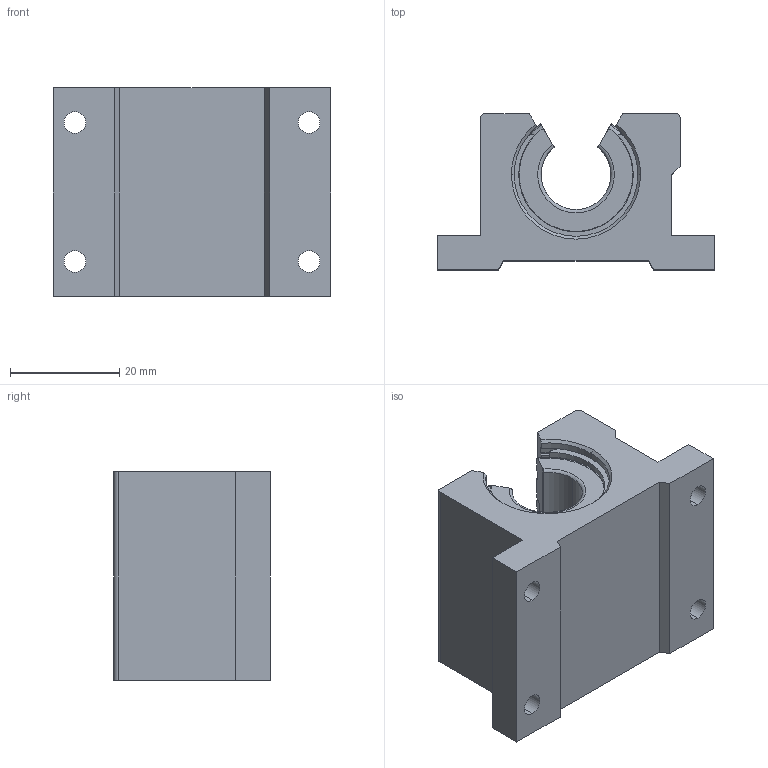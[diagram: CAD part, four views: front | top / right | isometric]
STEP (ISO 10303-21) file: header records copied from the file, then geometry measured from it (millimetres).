
FILE_DESCRIPTION (( 'STEP AP214' ), '1' );
FILE_NAME ('PillowBlock_E242092F37.step', '2023-01-19T17:39:34', ( '' ), ( '' ), 'SwSTEP 2.0', 'SolidWorks 2019', '' );
FILE_SCHEMA (( 'AUTOMOTIVE_DESIGN' ));
Length unit declared in the file: inch
Products named in the file (3): CCX3Km6m5S_CADModel_0; PillowBlock_E242092F37
Assembly tree (1 placements, depth 2):
  CCX3Km6m5S_CADModel_0
  PillowBlock_E242092F37
    CCX3Km6m5S_CADModel_0
Bounding box: 50.8 x 28.57 x 38.1 mm (x, y, z)
Volume: 31100.3 mm3; surface area: 17060.7 mm2
Topology: 8 solids, 8 shells, 202 faces, 526 edges, 339 vertices
Faces by surface type: cylinder 94, plane 49, cone 45, torus 10, bspline 4
Entity records: 9595 total; most frequent: CARTESIAN_POINT 1744, DIRECTION 1105, ORIENTED_EDGE 1052, EDGE_CURVE 526, AXIS2_PLACEMENT_3D 440, VERTEX_POINT 339, CIRCLE 237, LINE 225
